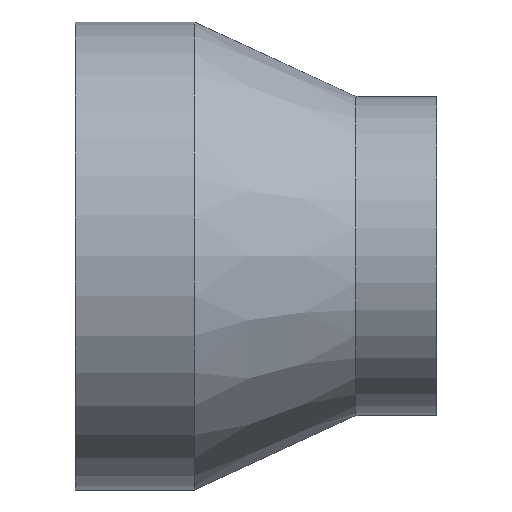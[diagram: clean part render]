
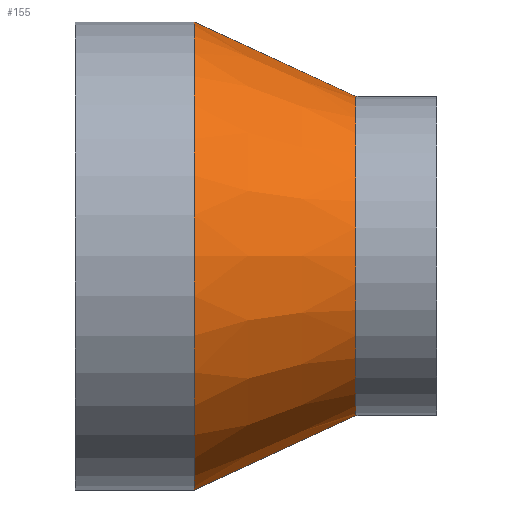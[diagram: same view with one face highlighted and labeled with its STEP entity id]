
A CAD part, top view. The second image highlights one B-rep face of the part: STEP entity #155.
In plain terms, the highlighted conical face has half-angle 24.727 degrees and reference radius 46.25 mm.
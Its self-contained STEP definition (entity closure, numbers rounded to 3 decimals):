
#99 = VERTEX_POINT( '', #236 );
#111 = EDGE_CURVE( '', #99, #137, #250, .T. );
#137 = VERTEX_POINT( '', #279 );
#145 = EDGE_CURVE( '', #179, #161, #287, .T. );
#147 = EDGE_CURVE( '', #161, #137, #289, .T. );
#155 = ADVANCED_FACE( '', ( #299 ), #300, .T. );
#161 = VERTEX_POINT( '', #306 );
#179 = VERTEX_POINT( '', #325 );
#183 = EDGE_CURVE( '', #99, #179, #329, .T. );
#236 = CARTESIAN_POINT( '', ( 28., -55., 0. ) );
#250 = CIRCLE( '', #399, 55. );
#279 = CARTESIAN_POINT( '', ( 28., 55., 0. ) );
#287 = CIRCLE( '', #449, 37.5 );
#289 = LINE( '', #452, #453 );
#299 = FACE_OUTER_BOUND( '', #465, .T. );
#300 = CONICAL_SURFACE( '', #466, 46.25, 0.432 );
#306 = CARTESIAN_POINT( '', ( 66., 37.5, 0. ) );
#325 = CARTESIAN_POINT( '', ( 66., -37.5, 0. ) );
#329 = LINE( '', #503, #504 );
#399 = AXIS2_PLACEMENT_3D( '', #576, #577, #578 );
#449 = AXIS2_PLACEMENT_3D( '', #619, #620, #621 );
#452 = CARTESIAN_POINT( '', ( 47., 46.25, 0. ) );
#453 = VECTOR( '', #622, 1. );
#465 = EDGE_LOOP( '', ( #641, #642, #643, #644 ) );
#466 = AXIS2_PLACEMENT_3D( '', #645, #646, #647 );
#503 = CARTESIAN_POINT( '', ( 47., -46.25, 0. ) );
#504 = VECTOR( '', #666, 1. );
#576 = CARTESIAN_POINT( '', ( 28., 0., 0. ) );
#577 = DIRECTION( '', ( -1., 0., 0. ) );
#578 = DIRECTION( '', ( 0., 1., 0. ) );
#619 = CARTESIAN_POINT( '', ( 66., 0., 0. ) );
#620 = DIRECTION( '', ( -1., 0., 0. ) );
#621 = DIRECTION( '', ( 0., 1., 0. ) );
#622 = DIRECTION( '', ( -0.908, 0.418, 0. ) );
#641 = ORIENTED_EDGE( '', *, *, #147, .T. );
#642 = ORIENTED_EDGE( '', *, *, #111, .F. );
#643 = ORIENTED_EDGE( '', *, *, #183, .T. );
#644 = ORIENTED_EDGE( '', *, *, #145, .T. );
#645 = CARTESIAN_POINT( '', ( 47., 0., 0. ) );
#646 = DIRECTION( '', ( -1., 0., 0. ) );
#647 = DIRECTION( '', ( 0., 1., 0. ) );
#666 = DIRECTION( '', ( 0.908, 0.418, 0. ) );
